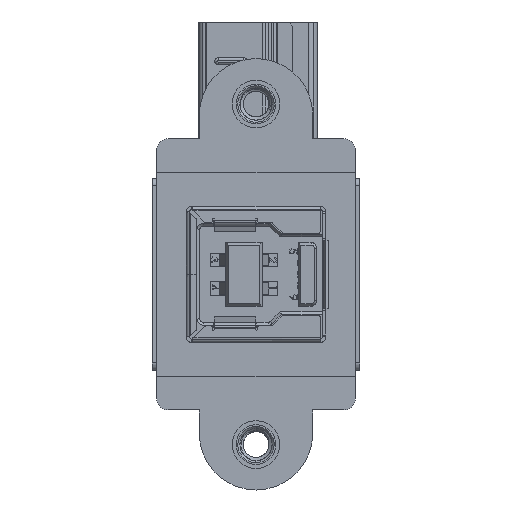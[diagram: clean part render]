
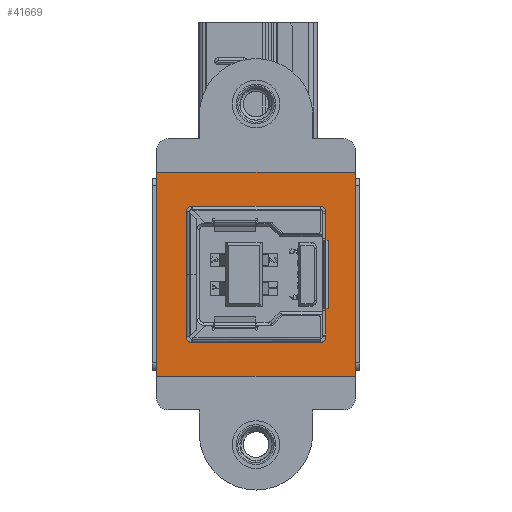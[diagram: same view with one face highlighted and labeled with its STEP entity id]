
A CAD part, left-side view. The second image highlights one B-rep face of the part: STEP entity #41669.
In plain terms, the highlighted face is planar.
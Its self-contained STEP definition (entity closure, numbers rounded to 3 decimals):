
#892 = DIRECTION ( 'NONE',  ( -1., 0., 0. ) ) ;
#916 = CARTESIAN_POINT ( 'NONE',  ( -5.4, 6.15, -9.5 ) ) ;
#1117 = EDGE_LOOP ( 'NONE', ( #13903, #29189, #71009, #44813, #70121, #38850, #5696, #7976 ) ) ;
#2606 = CARTESIAN_POINT ( 'NONE',  ( -5.4, -6.15, -9.5 ) ) ;
#2809 = CARTESIAN_POINT ( 'NONE',  ( 6., -5.55, -9.5 ) ) ;
#2846 = VERTEX_POINT ( 'NONE', #6926 ) ;
#4323 = FACE_OUTER_BOUND ( 'NONE', #29728, .T. ) ;
#4972 = LINE ( 'NONE', #8600, #39985 ) ;
#5696 = ORIENTED_EDGE ( 'NONE', *, *, #33923, .F. ) ;
#6926 = CARTESIAN_POINT ( 'NONE',  ( -9., -8.75, -9.5 ) ) ;
#7194 = VERTEX_POINT ( 'NONE', #32503 ) ;
#7976 = ORIENTED_EDGE ( 'NONE', *, *, #59893, .F. ) ;
#8575 = VECTOR ( 'NONE', #48390, 1000. ) ;
#8600 = CARTESIAN_POINT ( 'NONE',  ( -9., -8.75, -9.5 ) ) ;
#9047 = LINE ( 'NONE', #50545, #26948 ) ;
#9874 = EDGE_CURVE ( 'NONE', #2846, #28514, #4972, .T. ) ;
#11239 = CARTESIAN_POINT ( 'NONE',  ( 9., 8.75, -9.5 ) ) ;
#11945 = LINE ( 'NONE', #11239, #28073 ) ;
#12107 = PLANE ( 'NONE',  #36349 ) ;
#13547 = DIRECTION ( 'NONE',  ( 0., 0., 1. ) ) ;
#13855 = DIRECTION ( 'NONE',  ( 1., 0., 0. ) ) ;
#13903 = ORIENTED_EDGE ( 'NONE', *, *, #58026, .F. ) ;
#14578 = EDGE_CURVE ( 'NONE', #56878, #24516, #72178, .T. ) ;
#15484 = VERTEX_POINT ( 'NONE', #38297 ) ;
#15749 = CARTESIAN_POINT ( 'NONE',  ( -6., -5.55, -9.5 ) ) ;
#16501 = ORIENTED_EDGE ( 'NONE', *, *, #16802, .T. ) ;
#16636 = EDGE_CURVE ( 'NONE', #72212, #50521, #39709, .T. ) ;
#16802 = EDGE_CURVE ( 'NONE', #15484, #24971, #70946, .T. ) ;
#17987 = ORIENTED_EDGE ( 'NONE', *, *, #62726, .T. ) ;
#18192 = CARTESIAN_POINT ( 'NONE',  ( -6., 5.55, -9.5 ) ) ;
#21449 = DIRECTION ( 'NONE',  ( 0., 0., 1. ) ) ;
#24516 = VERTEX_POINT ( 'NONE', #43540 ) ;
#24971 = VERTEX_POINT ( 'NONE', #36739 ) ;
#26505 = VECTOR ( 'NONE', #58247, 1000. ) ;
#26948 = VECTOR ( 'NONE', #38546, 1000. ) ;
#27587 = FACE_BOUND ( 'NONE', #1117, .T. ) ;
#28073 = VECTOR ( 'NONE', #57088, 1000. ) ;
#28514 = VERTEX_POINT ( 'NONE', #47981 ) ;
#28807 = LINE ( 'NONE', #2606, #68215 ) ;
#29189 = ORIENTED_EDGE ( 'NONE', *, *, #69600, .F. ) ;
#29728 = EDGE_LOOP ( 'NONE', ( #32161, #40795, #17987, #16501 ) ) ;
#30500 = CIRCLE ( 'NONE', #38350, 0.6 ) ;
#31129 = CARTESIAN_POINT ( 'NONE',  ( 6., 5.55, -9.5 ) ) ;
#31611 = DIRECTION ( 'NONE',  ( 1., 0., 0. ) ) ;
#32154 = DIRECTION ( 'NONE',  ( -1., 0., 0. ) ) ;
#32161 = ORIENTED_EDGE ( 'NONE', *, *, #34900, .T. ) ;
#32416 = DIRECTION ( 'NONE',  ( -1., 0., 0. ) ) ;
#32503 = CARTESIAN_POINT ( 'NONE',  ( 5.4, -6.15, -9.5 ) ) ;
#33358 = VECTOR ( 'NONE', #892, 1000. ) ;
#33923 = EDGE_CURVE ( 'NONE', #68569, #56878, #30500, .T. ) ;
#34900 = EDGE_CURVE ( 'NONE', #24971, #2846, #53487, .T. ) ;
#35385 = DIRECTION ( 'NONE',  ( 1., 0., 0. ) ) ;
#36349 = AXIS2_PLACEMENT_3D ( 'NONE', #52230, #63959, #42707 ) ;
#36739 = CARTESIAN_POINT ( 'NONE',  ( -9., 8.75, -9.5 ) ) ;
#38185 = CARTESIAN_POINT ( 'NONE',  ( -5.4, 5.55, -9.5 ) ) ;
#38297 = CARTESIAN_POINT ( 'NONE',  ( 9., 8.75, -9.5 ) ) ;
#38350 = AXIS2_PLACEMENT_3D ( 'NONE', #70139, #13547, #67099 ) ;
#38546 = DIRECTION ( 'NONE',  ( 0., -1., 0. ) ) ;
#38850 = ORIENTED_EDGE ( 'NONE', *, *, #14578, .F. ) ;
#39611 = CIRCLE ( 'NONE', #60594, 0.6 ) ;
#39709 = CIRCLE ( 'NONE', #43232, 0.6 ) ;
#39985 = VECTOR ( 'NONE', #31611, 1000. ) ;
#40795 = ORIENTED_EDGE ( 'NONE', *, *, #9874, .T. ) ;
#41669 = ADVANCED_FACE ( 'NONE', ( #27587, #4323 ), #12107, .T. ) ;
#42707 = DIRECTION ( 'NONE',  ( 1., 0., 0. ) ) ;
#43232 = AXIS2_PLACEMENT_3D ( 'NONE', #44219, #21449, #32416 ) ;
#43492 = CARTESIAN_POINT ( 'NONE',  ( -9., 8.75, -9.5 ) ) ;
#43540 = CARTESIAN_POINT ( 'NONE',  ( -5.4, 6.15, -9.5 ) ) ;
#44219 = CARTESIAN_POINT ( 'NONE',  ( -5.4, -5.55, -9.5 ) ) ;
#44813 = ORIENTED_EDGE ( 'NONE', *, *, #44975, .F. ) ;
#44975 = EDGE_CURVE ( 'NONE', #69574, #72212, #9047, .T. ) ;
#47981 = CARTESIAN_POINT ( 'NONE',  ( 9., -8.75, -9.5 ) ) ;
#48390 = DIRECTION ( 'NONE',  ( 0., 1., 0. ) ) ;
#49849 = AXIS2_PLACEMENT_3D ( 'NONE', #64634, #69880, #35385 ) ;
#50521 = VERTEX_POINT ( 'NONE', #67706 ) ;
#50545 = CARTESIAN_POINT ( 'NONE',  ( -6., -5.55, -9.5 ) ) ;
#52230 = CARTESIAN_POINT ( 'NONE',  ( -9., -8.75, -9.5 ) ) ;
#52819 = CIRCLE ( 'NONE', #49849, 0.6 ) ;
#53487 = LINE ( 'NONE', #43492, #66027 ) ;
#56878 = VERTEX_POINT ( 'NONE', #61690 ) ;
#57088 = DIRECTION ( 'NONE',  ( 0., 1., 0. ) ) ;
#58026 = EDGE_CURVE ( 'NONE', #7194, #69335, #52819, .T. ) ;
#58247 = DIRECTION ( 'NONE',  ( -1., 0., 0. ) ) ;
#59893 = EDGE_CURVE ( 'NONE', #69335, #68569, #62344, .T. ) ;
#60594 = AXIS2_PLACEMENT_3D ( 'NONE', #38185, #66920, #32154 ) ;
#61690 = CARTESIAN_POINT ( 'NONE',  ( 5.4, 6.15, -9.5 ) ) ;
#62344 = LINE ( 'NONE', #2809, #8575 ) ;
#62726 = EDGE_CURVE ( 'NONE', #28514, #15484, #11945, .T. ) ;
#63959 = DIRECTION ( 'NONE',  ( 0., 0., 1. ) ) ;
#64634 = CARTESIAN_POINT ( 'NONE',  ( 5.4, -5.55, -9.5 ) ) ;
#66027 = VECTOR ( 'NONE', #70990, 1000. ) ;
#66920 = DIRECTION ( 'NONE',  ( 0., 0., 1. ) ) ;
#67099 = DIRECTION ( 'NONE',  ( -1., 0., 0. ) ) ;
#67706 = CARTESIAN_POINT ( 'NONE',  ( -5.4, -6.15, -9.5 ) ) ;
#67991 = CARTESIAN_POINT ( 'NONE',  ( 6., -5.55, -9.5 ) ) ;
#68215 = VECTOR ( 'NONE', #13855, 1000. ) ;
#68569 = VERTEX_POINT ( 'NONE', #31129 ) ;
#69335 = VERTEX_POINT ( 'NONE', #67991 ) ;
#69457 = CARTESIAN_POINT ( 'NONE',  ( -9., 8.75, -9.5 ) ) ;
#69574 = VERTEX_POINT ( 'NONE', #18192 ) ;
#69600 = EDGE_CURVE ( 'NONE', #50521, #7194, #28807, .T. ) ;
#69731 = EDGE_CURVE ( 'NONE', #24516, #69574, #39611, .T. ) ;
#69880 = DIRECTION ( 'NONE',  ( 0., 0., 1. ) ) ;
#70121 = ORIENTED_EDGE ( 'NONE', *, *, #69731, .F. ) ;
#70139 = CARTESIAN_POINT ( 'NONE',  ( 5.4, 5.55, -9.5 ) ) ;
#70946 = LINE ( 'NONE', #69457, #33358 ) ;
#70990 = DIRECTION ( 'NONE',  ( 0., -1., 0. ) ) ;
#71009 = ORIENTED_EDGE ( 'NONE', *, *, #16636, .F. ) ;
#72178 = LINE ( 'NONE', #916, #26505 ) ;
#72212 = VERTEX_POINT ( 'NONE', #15749 ) ;
